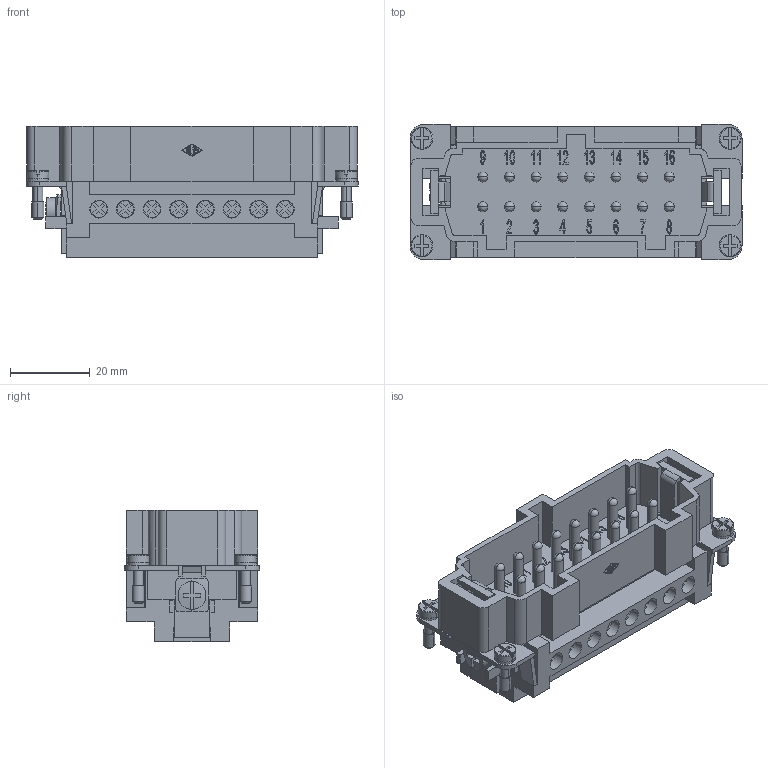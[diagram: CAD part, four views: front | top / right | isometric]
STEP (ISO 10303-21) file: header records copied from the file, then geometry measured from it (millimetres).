
FILE_DESCRIPTION((''),'2;1');
FILE_NAME('CNEM 16 TX.stp','2006-10-25T13:44:46',('gembarski'),(''),'Autodesk Inventor 7','Autodesk Inventor 7','');
FILE_SCHEMA(('AUTOMOTIVE_DESIGN { 1 0 10303 214 1 1 1 1 }'));
Length unit declared in the file: millimetre
Products named in the file (1): CNEM 16 TX
Bounding box: 83.5 x 34 x 33 mm (x, y, z)
Volume: 35768.6 mm3; surface area: 28871.3 mm2
Topology: 1 solids, 2 shells, 1675 faces, 4497 edges, 2951 vertices
Faces by surface type: plane 751, bspline 722, cylinder 170, sphere 20, torus 8, cone 4
Entity records: 55551 total; most frequent: CARTESIAN_POINT 16402, ORIENTED_EDGE 8934, DIRECTION 6576, EDGE_CURVE 4467, VECTOR 3002, LINE 3002, VERTEX_POINT 2951, EDGE_LOOP 1860
